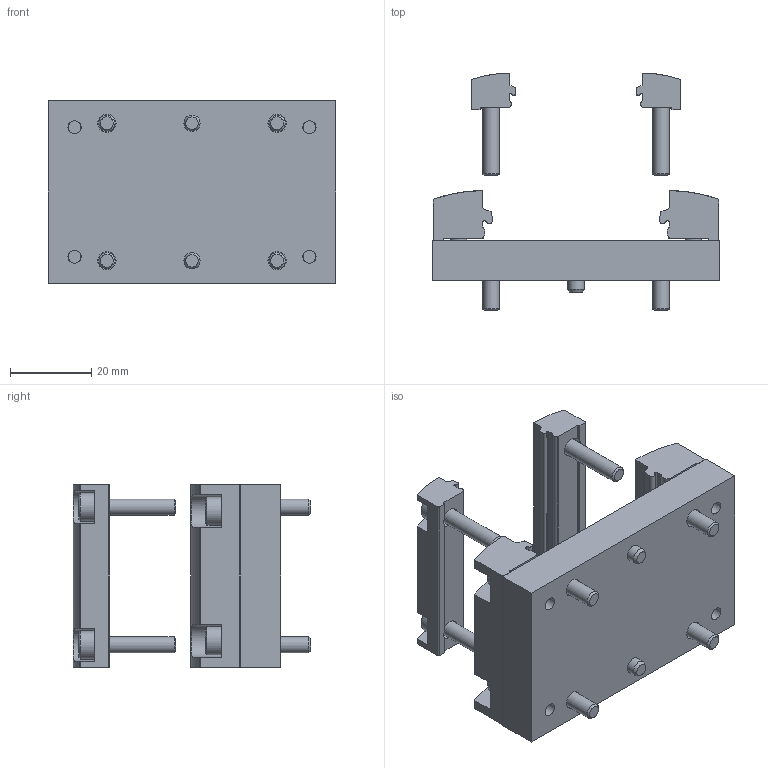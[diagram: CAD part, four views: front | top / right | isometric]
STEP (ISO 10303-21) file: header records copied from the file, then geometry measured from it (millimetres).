
FILE_DESCRIPTION(/* description */ ('STEP AP214'),/* implementation_level */ '2;1');
FILE_NAME(/* name */ '8066714_EHAA-D-L2-45-L2-45',/* time_stamp */ '2024-08-27T14:51:49+02:00',/* author */ ('License CC BY-ND 4.0'),/* organization */ ('CADENAS'),/* preprocessor_version */ 'ST-DEVELOPER v19.3',/* originating_system */ 'PARTsolutions',/* authorisation */ ' ');
FILE_SCHEMA (('AUTOMOTIVE_DESIGN {1 0 10303 214 3 1 1}'));
Length unit declared in the file: millimetre
Products named in the file (7): 8066714 EHAA-D-L2-45-L2-45; 5269118 EHAA-D-L2-45-L2-45---(p); 5060896 EHAA-D-L2-45-L2-45---(c); DIN-912 - M4x12(F); 4633282 EAHF-L2-25-P-D2---(c); DIN-912 - M4x20(F); 562959 ZBS-4
Assembly tree (19 placements, depth 2):
  8066714 EHAA-D-L2-45-L2-45
    5269118 EHAA-D-L2-45-L2-45---(p)
    5060896 EHAA-D-L2-45-L2-45---(c)  x2
    DIN-912 - M4x12(F)  x8
    4633282 EAHF-L2-25-P-D2---(c)  x2
    DIN-912 - M4x20(F)  x4
    562959 ZBS-4  x2
Bounding box: 71 x 58.6 x 45 mm (x, y, z)
Volume: 50376.1 mm3; surface area: 24123.7 mm2
Topology: 19 solids, 19 shells, 560 faces, 1252 edges, 744 vertices
Faces by surface type: plane 284, cone 140, cylinder 136
Full cylindrical faces by diameter (mm): 3.242 x4, 4 x16, 4.5 x4, 7 x12, 8 x4
Entity records: 5535 total; most frequent: CARTESIAN_POINT 991, DIRECTION 960, ORIENTED_EDGE 812, EDGE_CURVE 406, AXIS2_PLACEMENT_3D 375, VERTEX_POINT 278, FACE_BOUND 250, EDGE_LOOP 248
